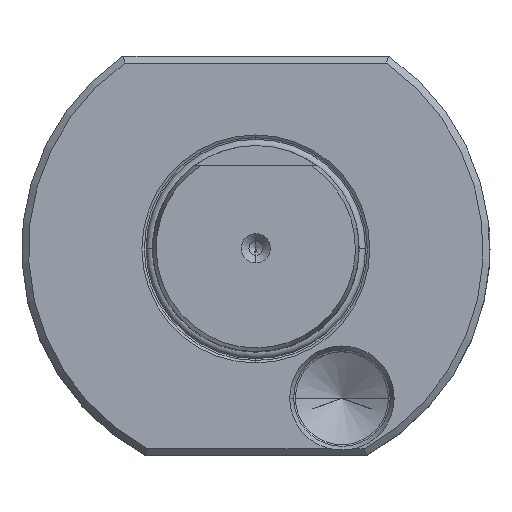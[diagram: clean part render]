
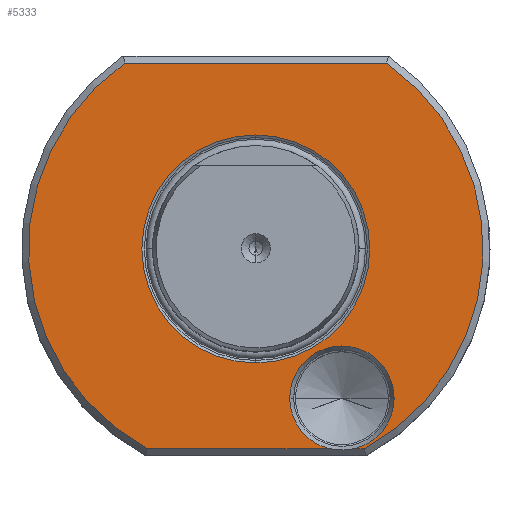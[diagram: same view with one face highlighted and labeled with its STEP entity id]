
A CAD part, top view. The second image highlights one B-rep face of the part: STEP entity #5333.
In plain terms, the highlighted planar face has unit normal (0, 0, 1).
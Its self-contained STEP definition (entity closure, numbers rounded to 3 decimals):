
#564=DIRECTION('',(-1,0,0));
#565=VECTOR('',#564,37.947);
#566=CARTESIAN_POINT('',(18.974,27,0.5));
#567=LINE('',#566,#565);
#568=CARTESIAN_POINT('',(0,0,0.5));
#569=DIRECTION('',(0,0,1));
#570=DIRECTION('',(0.477,-0.879,0));
#571=AXIS2_PLACEMENT_3D('',#568,#569,#570);
#573=DIRECTION('',(1,0,0));
#574=VECTOR('',#573,1.403);
#575=CARTESIAN_POINT('',(14.345,-29,0.5));
#576=LINE('',#575,#574);
#577=CARTESIAN_POINT('',(12.5,-21.651,0.5));
#578=DIRECTION('',(0,0,1));
#579=DIRECTION('',(0.244,-0.97,0));
#580=AXIS2_PLACEMENT_3D('',#577,#578,#579);
#582=CARTESIAN_POINT('',(12.5,-21.651,0.5));
#583=DIRECTION('',(0,0,1));
#584=DIRECTION('',(1,0,0));
#585=AXIS2_PLACEMENT_3D('',#582,#583,#584);
#587=CARTESIAN_POINT('',(12.5,-21.651,0.5));
#588=DIRECTION('',(0,0,1));
#589=DIRECTION('',(-1,0,0));
#590=AXIS2_PLACEMENT_3D('',#587,#588,#589);
#592=DIRECTION('',(1,0,0));
#593=VECTOR('',#592,26.403);
#594=CARTESIAN_POINT('',(-15.748,-29,0.5));
#595=LINE('',#594,#593);
#596=CARTESIAN_POINT('',(0,0,0.5));
#597=DIRECTION('',(0,0,1));
#598=DIRECTION('',(-0.575,0.818,0));
#599=AXIS2_PLACEMENT_3D('',#596,#597,#598);
#609=CARTESIAN_POINT('',(0,0,0.5));
#610=DIRECTION('',(0,0,1));
#611=DIRECTION('',(0,1,0));
#612=AXIS2_PLACEMENT_3D('',#609,#610,#611);
#614=CARTESIAN_POINT('',(0,0,0.5));
#615=DIRECTION('',(0,0,-1));
#616=DIRECTION('',(0,1,0));
#617=AXIS2_PLACEMENT_3D('',#614,#615,#616);
#1494=CARTESIAN_POINT('',(-18.974,27,0.5));
#1504=CARTESIAN_POINT('',(-15.748,-29,0.5));
#1526=CARTESIAN_POINT('',(18.974,27,0.5));
#1528=CARTESIAN_POINT('',(15.748,-29,0.5));
#4141=CARTESIAN_POINT('',(0,16.55,0.5));
#4143=VERTEX_POINT('',#4141);
#4147=CARTESIAN_POINT('',(0,-16.55,0.5));
#4149=VERTEX_POINT('',#4147);
#4345=CARTESIAN_POINT('',(20.078,-21.651,0.5));
#4346=CARTESIAN_POINT('',(4.923,-21.651,0.5));
#4347=VERTEX_POINT('',#4345);
#4348=VERTEX_POINT('',#4346);
#4451=VERTEX_POINT('',#1494);
#4455=VERTEX_POINT('',#1526);
#4468=VERTEX_POINT('',#1528);
#4470=CARTESIAN_POINT('',(14.345,-29,0.5));
#4471=VERTEX_POINT('',#4470);
#4473=VERTEX_POINT('',#1504);
#4474=CARTESIAN_POINT('',(10.655,-29,0.5));
#4475=VERTEX_POINT('',#4474);
#5305=CARTESIAN_POINT('',(0,0,0.5));
#5306=DIRECTION('',(0,0,-1));
#5307=DIRECTION('',(0,-1,0));
#5308=AXIS2_PLACEMENT_3D('',#5305,#5306,#5307);
#5309=PLANE('',#5308);
#5311=ORIENTED_EDGE('',*,*,#5310,.F.);
#5313=ORIENTED_EDGE('',*,*,#5312,.F.);
#5315=ORIENTED_EDGE('',*,*,#5314,.F.);
#5317=ORIENTED_EDGE('',*,*,#5316,.T.);
#5318=ORIENTED_EDGE('',*,*,#5295,.T.);
#5320=ORIENTED_EDGE('',*,*,#5319,.T.);
#5322=ORIENTED_EDGE('',*,*,#5321,.F.);
#5324=ORIENTED_EDGE('',*,*,#5323,.F.);
#5325=EDGE_LOOP('',(#5311,#5313,#5315,#5317,#5318,#5320,#5322,#5324));
#5326=FACE_OUTER_BOUND('',#5325,.F.);
#5328=ORIENTED_EDGE('',*,*,#5327,.T.);
#5330=ORIENTED_EDGE('',*,*,#5329,.F.);
#5331=EDGE_LOOP('',(#5328,#5330));
#5332=FACE_BOUND('',#5331,.F.);
#5333=ADVANCED_FACE('',(#5326,#5332),#5309,.F.);
#572=CIRCLE('',#571,33);
#581=CIRCLE('',#580,7.578);
#586=CIRCLE('',#585,7.578);
#591=CIRCLE('',#590,7.578);
#600=CIRCLE('',#599,33);
#613=CIRCLE('',#612,16.55);
#618=CIRCLE('',#617,16.55);
#5295=EDGE_CURVE('',#4347,#4348,#586,.T.);
#5310=EDGE_CURVE('',#4455,#4451,#567,.T.);
#5312=EDGE_CURVE('',#4468,#4455,#572,.T.);
#5314=EDGE_CURVE('',#4471,#4468,#576,.T.);
#5316=EDGE_CURVE('',#4471,#4347,#581,.T.);
#5319=EDGE_CURVE('',#4348,#4475,#591,.T.);
#5321=EDGE_CURVE('',#4473,#4475,#595,.T.);
#5323=EDGE_CURVE('',#4451,#4473,#600,.T.);
#5327=EDGE_CURVE('',#4143,#4149,#613,.T.);
#5329=EDGE_CURVE('',#4143,#4149,#618,.T.);
